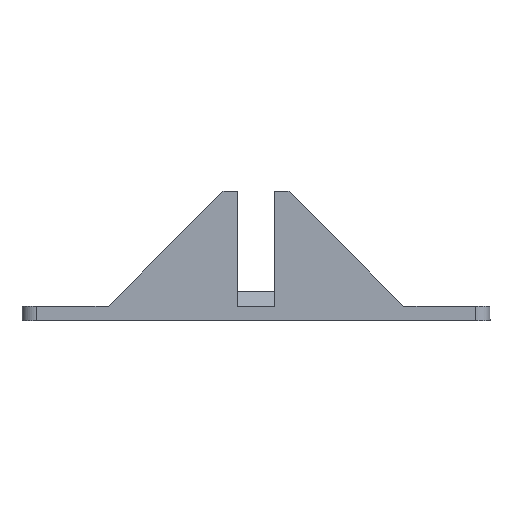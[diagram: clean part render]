
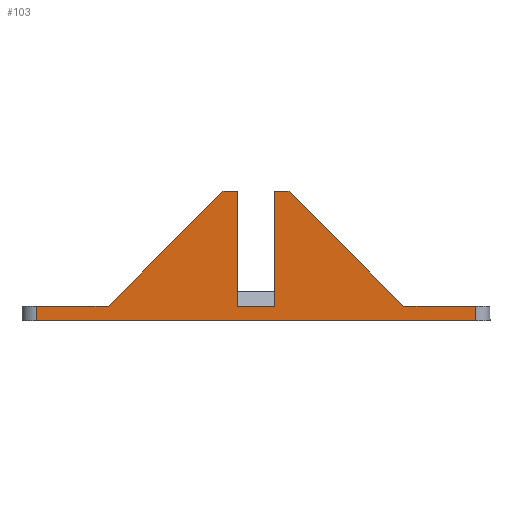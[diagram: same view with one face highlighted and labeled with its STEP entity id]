
A CAD part, front view. The second image highlights one B-rep face of the part: STEP entity #103.
In plain terms, the highlighted planar face has unit normal (0, -1, 0).
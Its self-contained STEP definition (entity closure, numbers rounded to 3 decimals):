
#103=ADVANCED_FACE('',(#205),#1761,.T.);
#205=FACE_OUTER_BOUND('',#307,.T.);
#307=EDGE_LOOP('',(#836,#837,#838,#839,#840,#841,#842,#843,#844,#845,#846,
#847));
#836=ORIENTED_EDGE('',*,*,#1123,.T.);
#837=ORIENTED_EDGE('',*,*,#953,.T.);
#838=ORIENTED_EDGE('',*,*,#1039,.T.);
#839=ORIENTED_EDGE('',*,*,#976,.T.);
#840=ORIENTED_EDGE('',*,*,#1020,.F.);
#841=ORIENTED_EDGE('',*,*,#971,.F.);
#842=ORIENTED_EDGE('',*,*,#972,.T.);
#843=ORIENTED_EDGE('',*,*,#962,.F.);
#844=ORIENTED_EDGE('',*,*,#1131,.F.);
#845=ORIENTED_EDGE('',*,*,#1182,.T.);
#846=ORIENTED_EDGE('',*,*,#1095,.T.);
#847=ORIENTED_EDGE('',*,*,#1183,.F.);
#953=EDGE_CURVE('',#1514,#1512,#1289,.T.);
#962=EDGE_CURVE('',#1524,#1521,#1298,.T.);
#971=EDGE_CURVE('',#1530,#1534,#1307,.T.);
#972=EDGE_CURVE('',#1530,#1521,#1308,.T.);
#976=EDGE_CURVE('',#1537,#1539,#1311,.T.);
#1020=EDGE_CURVE('',#1534,#1539,#1345,.T.);
#1039=EDGE_CURVE('',#1512,#1537,#1364,.T.);
#1095=EDGE_CURVE('',#1627,#1617,#1415,.T.);
#1123=EDGE_CURVE('',#1644,#1514,#1435,.T.);
#1131=EDGE_CURVE('',#1654,#1524,#1443,.T.);
#1182=EDGE_CURVE('',#1654,#1627,#1470,.T.);
#1183=EDGE_CURVE('',#1644,#1617,#1471,.T.);
#1289=B_SPLINE_CURVE_WITH_KNOTS('',1,(#2548,#2549),.UNSPECIFIED.,.F.,.F.,
(2,2),(2.828,59.397),.UNSPECIFIED.);
#1298=B_SPLINE_CURVE_WITH_KNOTS('',1,(#2566,#2567),.UNSPECIFIED.,.F.,.F.,
(2,2),(2.828,59.397),.UNSPECIFIED.);
#1307=B_SPLINE_CURVE_WITH_KNOTS('',1,(#2584,#2585,#2586),.UNSPECIFIED.,
 .F.,.F.,(2,1,2),(0.,7.778,12.778),.UNSPECIFIED.);
#1308=B_SPLINE_CURVE_WITH_KNOTS('',1,(#2587,#2588),.UNSPECIFIED.,.F.,.F.,
(2,2),(0.,13.),.UNSPECIFIED.);
#1311=B_SPLINE_CURVE_WITH_KNOTS('',1,(#2596,#2597,#2598),.UNSPECIFIED.,
 .F.,.F.,(2,1,2),(0.,7.778,8.889),.UNSPECIFIED.);
#1345=B_SPLINE_CURVE_WITH_KNOTS('',1,(#2697,#2698),.UNSPECIFIED.,.F.,.F.,
(2,2),(0.,13.),.UNSPECIFIED.);
#1364=B_SPLINE_CURVE_WITH_KNOTS('',1,(#2735,#2736),.UNSPECIFIED.,.F.,.F.,
(2,2),(136.062,149.062),.UNSPECIFIED.);
#1415=B_SPLINE_CURVE_WITH_KNOTS('',1,(#2858,#2859),.UNSPECIFIED.,.F.,.F.,
(2,2),(5.,158.),.UNSPECIFIED.);
#1435=B_SPLINE_CURVE_WITH_KNOTS('',1,(#2925,#2926),.UNSPECIFIED.,.F.,.F.,
(2,2),(0.,25.),.UNSPECIFIED.);
#1443=B_SPLINE_CURVE_WITH_KNOTS('',1,(#2943,#2944),.UNSPECIFIED.,.F.,.F.,
(2,2),(0.,25.),.UNSPECIFIED.);
#1470=B_SPLINE_CURVE_WITH_KNOTS('',1,(#3092,#3093,#3094),.UNSPECIFIED.,
 .F.,.F.,(2,1,2),(-2.,0.,3.),.UNSPECIFIED.);
#1471=B_SPLINE_CURVE_WITH_KNOTS('',1,(#3095,#3096,#3097),.UNSPECIFIED.,
 .F.,.F.,(2,1,2),(-2.,0.,3.),.UNSPECIFIED.);
#1512=VERTEX_POINT('',#2202);
#1514=VERTEX_POINT('',#2204);
#1521=VERTEX_POINT('',#2211);
#1524=VERTEX_POINT('',#2214);
#1530=VERTEX_POINT('',#2220);
#1534=VERTEX_POINT('',#2224);
#1537=VERTEX_POINT('',#2227);
#1539=VERTEX_POINT('',#2229);
#1617=VERTEX_POINT('',#2307);
#1627=VERTEX_POINT('',#2317);
#1644=VERTEX_POINT('',#2334);
#1654=VERTEX_POINT('',#2344);
#1761=PLANE('',#1939);
#1939=AXIS2_PLACEMENT_3D('',#2149,#2044,$);
#2044=DIRECTION('',(0.,-1.,0.));
#2149=CARTESIAN_POINT('',(88.,0.,35.));
#2202=CARTESIAN_POINT('',(18.,0.,35.));
#2204=CARTESIAN_POINT('',(58.,0.,-5.));
#2211=CARTESIAN_POINT('',(-5.,0.,35.));
#2214=CARTESIAN_POINT('',(-45.,0.,-5.));
#2220=CARTESIAN_POINT('',(0.,0.,35.));
#2224=CARTESIAN_POINT('',(0.,0.,-5.));
#2227=CARTESIAN_POINT('',(13.,0.,35.));
#2229=CARTESIAN_POINT('',(13.,0.,-5.));
#2307=CARTESIAN_POINT('',(83.,0.,-10.));
#2317=CARTESIAN_POINT('',(-70.,0.,-10.));
#2334=CARTESIAN_POINT('',(83.,0.,-5.));
#2344=CARTESIAN_POINT('',(-70.,0.,-5.));
#2548=CARTESIAN_POINT('',(58.,0.,-5.));
#2549=CARTESIAN_POINT('',(18.,0.,35.));
#2566=CARTESIAN_POINT('',(-45.,0.,-5.));
#2567=CARTESIAN_POINT('',(-5.,0.,35.));
#2584=CARTESIAN_POINT('',(0.,0.,35.));
#2585=CARTESIAN_POINT('',(0.,0.,0.));
#2586=CARTESIAN_POINT('',(0.,0.,-5.));
#2587=CARTESIAN_POINT('',(0.,0.,35.));
#2588=CARTESIAN_POINT('',(-5.,0.,35.));
#2596=CARTESIAN_POINT('',(13.,0.,35.));
#2597=CARTESIAN_POINT('',(13.,0.,0.));
#2598=CARTESIAN_POINT('',(13.,0.,-5.));
#2697=CARTESIAN_POINT('',(0.,0.,-5.));
#2698=CARTESIAN_POINT('',(13.,0.,-5.));
#2735=CARTESIAN_POINT('',(18.,0.,35.));
#2736=CARTESIAN_POINT('',(13.,0.,35.));
#2858=CARTESIAN_POINT('',(-70.,0.,-10.));
#2859=CARTESIAN_POINT('',(83.,0.,-10.));
#2925=CARTESIAN_POINT('',(83.,0.,-5.));
#2926=CARTESIAN_POINT('',(58.,0.,-5.));
#2943=CARTESIAN_POINT('',(-70.,0.,-5.));
#2944=CARTESIAN_POINT('',(-45.,0.,-5.));
#3092=CARTESIAN_POINT('',(-70.,0.,-5.));
#3093=CARTESIAN_POINT('',(-70.,0.,-7.));
#3094=CARTESIAN_POINT('',(-70.,0.,-10.));
#3095=CARTESIAN_POINT('',(83.,0.,-5.));
#3096=CARTESIAN_POINT('',(83.,0.,-7.));
#3097=CARTESIAN_POINT('',(83.,0.,-10.));
